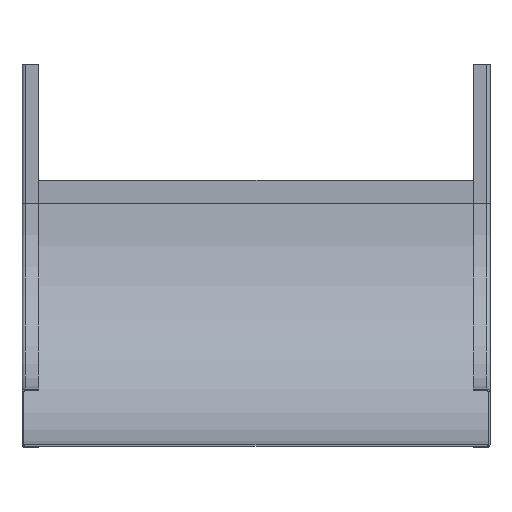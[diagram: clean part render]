
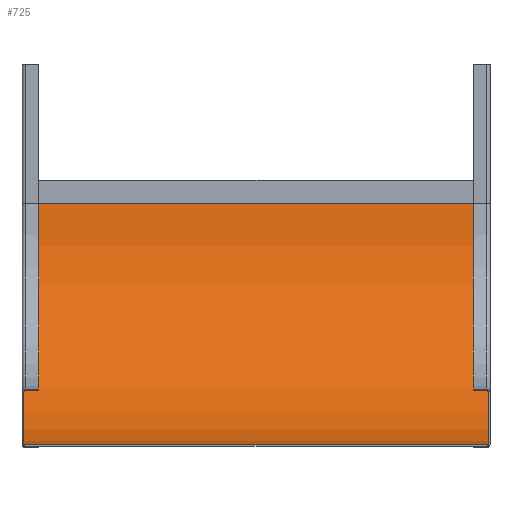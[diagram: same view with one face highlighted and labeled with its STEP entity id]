
A CAD part, top view. The second image highlights one B-rep face of the part: STEP entity #725.
In plain terms, the highlighted cylindrical face has radius 156.5 mm (diameter 313 mm), a partial arc.
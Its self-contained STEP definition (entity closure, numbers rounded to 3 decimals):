
#17 = CARTESIAN_POINT ( 'NONE',  ( -171.5, 157.5, 301. ) ) ;
#21 = EDGE_LOOP ( 'NONE', ( #1392, #1390, #1380, #1373 ) ) ;
#98 = DIRECTION ( 'NONE',  ( 0., 0., -1. ) ) ;
#105 = CARTESIAN_POINT ( 'NONE',  ( -171.5, 157.5, 301. ) ) ;
#229 = DIRECTION ( 'NONE',  ( 0., 0., -1. ) ) ;
#264 = VERTEX_POINT ( 'NONE', #1117 ) ;
#279 = LINE ( 'NONE', #696, #870 ) ;
#354 = CIRCLE ( 'NONE', #923, 156.5 ) ;
#377 = VERTEX_POINT ( 'NONE', #543 ) ;
#525 = EDGE_CURVE ( 'NONE', #801, #377, #1197, .T. ) ;
#528 = DIRECTION ( 'NONE',  ( 1., 0., 0. ) ) ;
#533 = CARTESIAN_POINT ( 'NONE',  ( -15., 157.5, 301. ) ) ;
#543 = CARTESIAN_POINT ( 'NONE',  ( -171.5, 157.5, 0. ) ) ;
#583 = DIRECTION ( 'NONE',  ( 0., 0., -1. ) ) ;
#585 = CARTESIAN_POINT ( 'NONE',  ( -15., 157.5, 301. ) ) ;
#653 = CYLINDRICAL_SURFACE ( 'NONE', #1322, 156.5 ) ;
#696 = CARTESIAN_POINT ( 'NONE',  ( -15., 1., 301. ) ) ;
#725 = ADVANCED_FACE ( 'NONE', ( #818 ), #653, .F. ) ;
#734 = DIRECTION ( 'NONE',  ( -1., 0., 0. ) ) ;
#801 = VERTEX_POINT ( 'NONE', #17 ) ;
#818 = FACE_OUTER_BOUND ( 'NONE', #21, .T. ) ;
#850 = CIRCLE ( 'NONE', #1006, 156.5 ) ;
#870 = VECTOR ( 'NONE', #927, 1000. ) ;
#906 = VERTEX_POINT ( 'NONE', #1051 ) ;
#923 = AXIS2_PLACEMENT_3D ( 'NONE', #1294, #1291, #1286 ) ;
#927 = DIRECTION ( 'NONE',  ( 0., 0., -1. ) ) ;
#963 = EDGE_CURVE ( 'NONE', #906, #264, #279, .T. ) ;
#981 = EDGE_CURVE ( 'NONE', #906, #801, #850, .T. ) ;
#1006 = AXIS2_PLACEMENT_3D ( 'NONE', #533, #229, #528 ) ;
#1043 = VECTOR ( 'NONE', #98, 1000. ) ;
#1051 = CARTESIAN_POINT ( 'NONE',  ( -15., 1., 301. ) ) ;
#1117 = CARTESIAN_POINT ( 'NONE',  ( -15., 1., 0. ) ) ;
#1127 = EDGE_CURVE ( 'NONE', #264, #377, #354, .T. ) ;
#1197 = LINE ( 'NONE', #105, #1043 ) ;
#1286 = DIRECTION ( 'NONE',  ( 1., 0., 0. ) ) ;
#1291 = DIRECTION ( 'NONE',  ( 0., 0., -1. ) ) ;
#1294 = CARTESIAN_POINT ( 'NONE',  ( -15., 157.5, 0. ) ) ;
#1322 = AXIS2_PLACEMENT_3D ( 'NONE', #585, #583, #734 ) ;
#1373 = ORIENTED_EDGE ( 'NONE', *, *, #963, .T. ) ;
#1380 = ORIENTED_EDGE ( 'NONE', *, *, #981, .F. ) ;
#1390 = ORIENTED_EDGE ( 'NONE', *, *, #525, .F. ) ;
#1392 = ORIENTED_EDGE ( 'NONE', *, *, #1127, .T. ) ;
